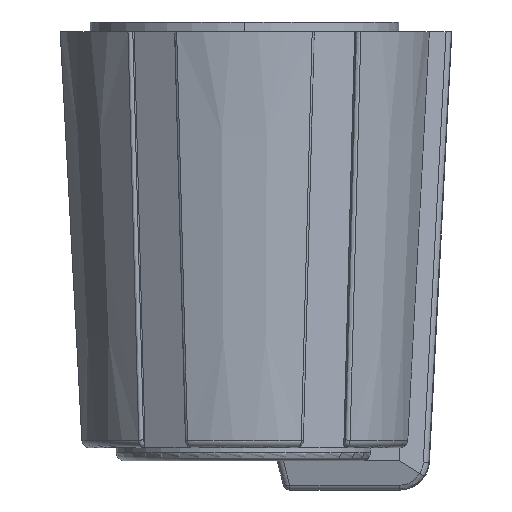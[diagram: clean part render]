
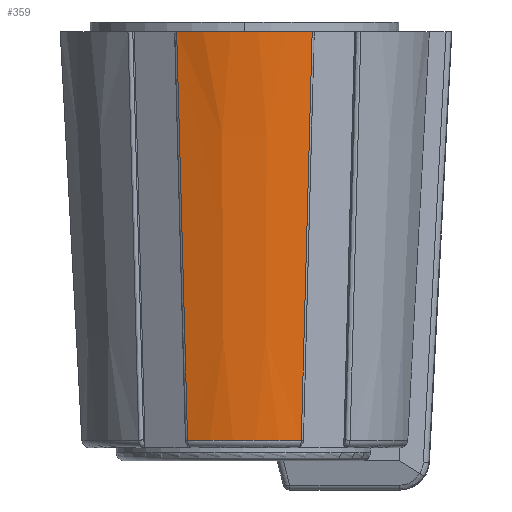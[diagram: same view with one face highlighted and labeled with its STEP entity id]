
A CAD part, front view. The second image highlights one B-rep face of the part: STEP entity #359.
In plain terms, the highlighted conical face has half-angle 3 degrees and reference radius 5.405 mm.
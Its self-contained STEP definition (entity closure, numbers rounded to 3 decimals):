
#359=ADVANCED_FACE('',(#1008),#1009,.T.);
#591=EDGE_CURVE('',#1361,#1364,#1365,.T.);
#647=EDGE_CURVE('',#1361,#1444,#1445,.T.);
#649=EDGE_CURVE('',#1444,#1447,#1448,.T.);
#651=EDGE_CURVE('',#1447,#1364,#1450,.T.);
#1008=FACE_OUTER_BOUND('',#1868,.T.);
#1009=CONICAL_SURFACE('',#1869,5.405,0.052);
#1361=VERTEX_POINT('',#3375);
#1364=VERTEX_POINT('',#3386);
#1365=CIRCLE('',#3387,5.734);
#1444=VERTEX_POINT('',#3589);
#1445=B_SPLINE_CURVE_WITH_KNOTS('',3,(#3590,#3591,#3592,#3593,#3594,#3595,#3596),.UNSPECIFIED.,.F.,.F.,(4,1,1,1,4),(0.,0.25,0.5,0.75,1.0),.UNSPECIFIED.);
#1447=VERTEX_POINT('',#3599);
#1448=CIRCLE('',#3600,5.076);
#1450=B_SPLINE_CURVE_WITH_KNOTS('',3,(#3603,#3604,#3605,#3606,#3607,#3608),.UNSPECIFIED.,.F.,.F.,(4,1,1,4),(0.0,0.333,0.667,1.),.UNSPECIFIED.);
#1868=EDGE_LOOP('',(#4756,#4757,#4758,#4759));
#1869=AXIS2_PLACEMENT_3D('',#4760,#4761,#4762);
#3375=CARTESIAN_POINT('',(-2.085,-5.342,-0.3));
#3386=CARTESIAN_POINT('',(2.085,-5.342,-0.3));
#3387=AXIS2_PLACEMENT_3D('',#5413,#5414,#5415);
#3589=CARTESIAN_POINT('',(-1.75,-4.765,-12.863));
#3590=CARTESIAN_POINT('',(-2.085,-5.342,-0.3));
#3591=CARTESIAN_POINT('',(-2.06,-5.298,-1.243));
#3592=CARTESIAN_POINT('',(-2.009,-5.21,-3.173));
#3593=CARTESIAN_POINT('',(-1.929,-5.073,-6.155));
#3594=CARTESIAN_POINT('',(-1.844,-4.926,-9.351));
#3595=CARTESIAN_POINT('',(-1.782,-4.82,-11.664));
#3596=CARTESIAN_POINT('',(-1.75,-4.765,-12.863));
#3599=CARTESIAN_POINT('',(1.75,-4.765,-12.863));
#3600=AXIS2_PLACEMENT_3D('',#5443,#5444,#5445);
#3603=CARTESIAN_POINT('',(1.75,-4.765,-12.863));
#3604=CARTESIAN_POINT('',(1.786,-4.828,-11.495));
#3605=CARTESIAN_POINT('',(1.86,-4.954,-8.745));
#3606=CARTESIAN_POINT('',(1.964,-5.134,-4.837));
#3607=CARTESIAN_POINT('',(2.044,-5.271,-1.847));
#3608=CARTESIAN_POINT('',(2.085,-5.342,-0.3));
#4756=ORIENTED_EDGE('',*,*,#647,.T.);
#4757=ORIENTED_EDGE('',*,*,#649,.T.);
#4758=ORIENTED_EDGE('',*,*,#651,.T.);
#4759=ORIENTED_EDGE('',*,*,#591,.F.);
#4760=CARTESIAN_POINT('',(0.,0.0,-6.582));
#4761=DIRECTION('',(0.0,-0.0,1.0));
#4762=DIRECTION('',(-1.0,0.0,0.0));
#5413=CARTESIAN_POINT('',(0.,0.0,-0.3));
#5414=DIRECTION('',(0.0,0.0,1.0));
#5415=DIRECTION('',(-0.364,-0.932,0.0));
#5443=CARTESIAN_POINT('',(0.,0.0,-12.863));
#5444=DIRECTION('',(0.0,0.0,1.0));
#5445=DIRECTION('',(-0.345,-0.939,0.0));
